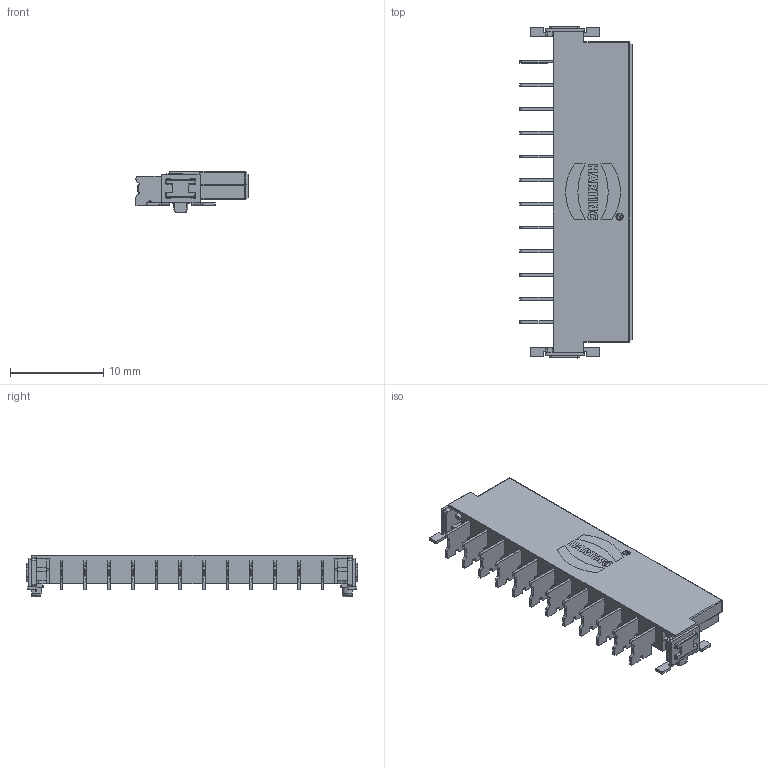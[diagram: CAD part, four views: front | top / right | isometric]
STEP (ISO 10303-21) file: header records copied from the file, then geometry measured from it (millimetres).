
FILE_DESCRIPTION(/* description */ (''),/* implementation_level */ '2;1');
FILE_NAME(/* name */ '100895768ugm000_a.stp',/* time_stamp */ '2020-06-08T09:45:56+02:00',/* author */ (''),/* organization */ (''),/* preprocessor_version */ 'ST-DEVELOPER v16.7',/* originating_system */ 'SIEMENS PLM Software NX 12.0',/* authorisation */ '');
FILE_SCHEMA (('AUTOMOTIVE_DESIGN { 1 0 10303 214 3 1 1 1 }'));
Length unit declared in the file: millimetre
Products named in the file (1): 100895768ugm000_a
Bounding box: 12 x 35.56 x 4.42 mm (x, y, z)
Volume: 876.5 mm3; surface area: 1221.1 mm2
Topology: 1 solids, 1 shells, 877 faces, 2559 edges, 1728 vertices
Faces by surface type: plane 535, cylinder 310, cone 12, torus 8, sphere 8, bspline 4
Entity records: 35467 total; most frequent: CARTESIAN_POINT 5463, ORIENTED_EDGE 5110, DIRECTION 4870, EDGE_CURVE 2555, LINE 1868, VECTOR 1868, VERTEX_POINT 1727, AXIS2_PLACEMENT_3D 1501
